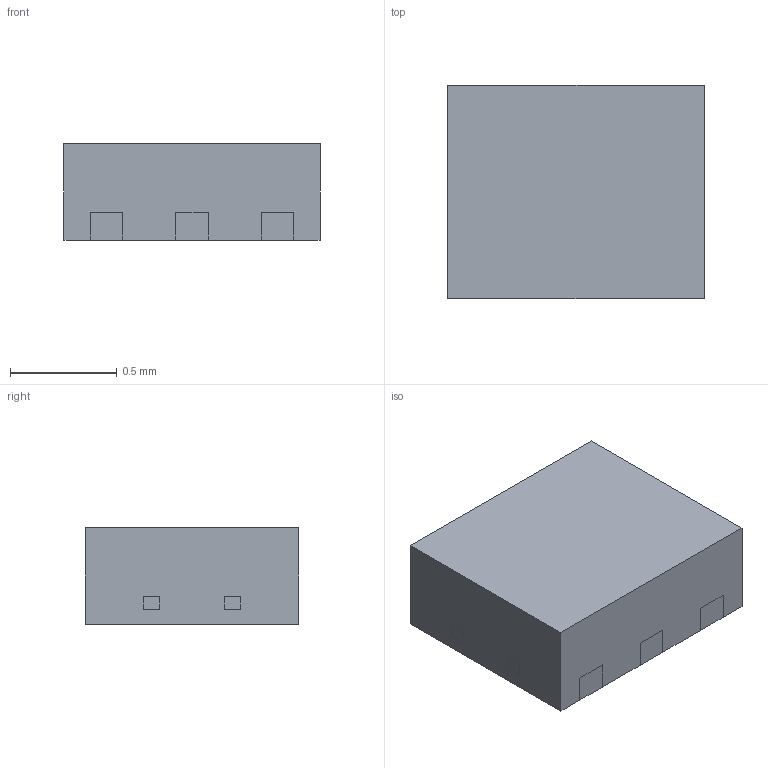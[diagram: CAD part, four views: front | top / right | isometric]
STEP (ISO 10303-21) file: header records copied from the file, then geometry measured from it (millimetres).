
FILE_DESCRIPTION(('STEP AP214'),'1');
FILE_NAME('Geom-1.stp','2020-09-16T02:59:02',(' '),(' '),'Spatial InterOp 3D',' ',' ');
FILE_SCHEMA(('AUTOMOTIVE_DESIGN { 1 0 10303 214 1 1 1 1 }'));
Length unit declared in the file: metre
Products named in the file (3): Geom-1; Enclosure
Assembly tree (2 placements, depth 2):
  Geom-1
    Geom-1
    Enclosure
Bounding box: 1.2 x 1 x 0.45 mm (x, y, z)
Volume: 0.5 mm3; surface area: 9 mm2
Topology: 15 solids, 15 shells, 333 faces, 908 edges, 602 vertices
Faces by surface type: plane 225, cylinder 48, bspline 36, revolution 24
Entity records: 11563 total; most frequent: CARTESIAN_POINT 2866, ORIENTED_EDGE 1816, DIRECTION 1720, EDGE_CURVE 908, LINE 672, VECTOR 672, VERTEX_POINT 602, AXIS2_PLACEMENT_3D 512
